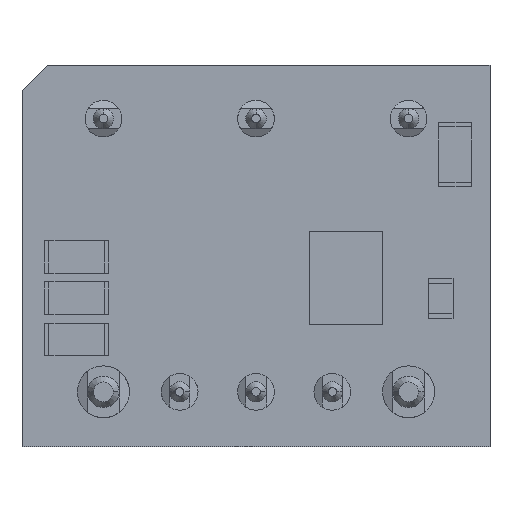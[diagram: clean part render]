
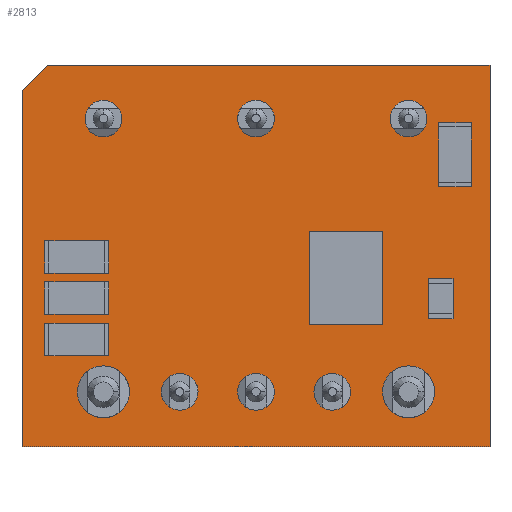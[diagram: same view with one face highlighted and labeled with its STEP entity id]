
A CAD part, front view. The second image highlights one B-rep face of the part: STEP entity #2813.
In plain terms, the highlighted planar face has unit normal (0, -1, 0).
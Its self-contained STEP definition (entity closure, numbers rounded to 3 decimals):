
#190 = CARTESIAN_POINT ( 'NONE',  ( -11.684, 0., -9.525 ) ) ;
#297 = CARTESIAN_POINT ( 'NONE',  ( -10.414, 0., 9.525 ) ) ;
#392 = ORIENTED_EDGE ( 'NONE', *, *, #1873, .F. ) ;
#537 = CARTESIAN_POINT ( 'NONE',  ( 11.684, 0., -9.525 ) ) ;
#665 = EDGE_LOOP ( 'NONE', ( #3748, #392, #1061, #902, #4522 ) ) ;
#715 = VECTOR ( 'NONE', #2811, 1000. ) ;
#734 = EDGE_CURVE ( 'NONE', #789, #4364, #4131, .T. ) ;
#771 = PLANE ( 'NONE',  #3121 ) ;
#789 = VERTEX_POINT ( 'NONE', #190 ) ;
#799 = LINE ( 'NONE', #4807, #3412 ) ;
#902 = ORIENTED_EDGE ( 'NONE', *, *, #3668, .F. ) ;
#1027 = VERTEX_POINT ( 'NONE', #537 ) ;
#1061 = ORIENTED_EDGE ( 'NONE', *, *, #1708, .F. ) ;
#1370 = CARTESIAN_POINT ( 'NONE',  ( -11.684, 0., 8.255 ) ) ;
#1669 = DIRECTION ( 'NONE',  ( -1., 0., 0. ) ) ;
#1708 = EDGE_CURVE ( 'NONE', #4462, #1027, #1930, .T. ) ;
#1824 = LINE ( 'NONE', #3085, #4893 ) ;
#1873 = EDGE_CURVE ( 'NONE', #1027, #789, #799, .T. ) ;
#1930 = LINE ( 'NONE', #4758, #4952 ) ;
#2027 = VECTOR ( 'NONE', #4573, 1000. ) ;
#2365 = VERTEX_POINT ( 'NONE', #297 ) ;
#2442 = LINE ( 'NONE', #3595, #715 ) ;
#2781 = FACE_OUTER_BOUND ( 'NONE', #665, .T. ) ;
#2782 = CARTESIAN_POINT ( 'NONE',  ( 0., 0., 0. ) ) ;
#2811 = DIRECTION ( 'NONE',  ( -0.707, 0., -0.707 ) ) ;
#2813 = ADVANCED_FACE ( 'NONE', ( #2781 ), #771, .F. ) ;
#3085 = CARTESIAN_POINT ( 'NONE',  ( -10.414, 0., 9.525 ) ) ;
#3121 = AXIS2_PLACEMENT_3D ( 'NONE', #2782, #5090, #3916 ) ;
#3412 = VECTOR ( 'NONE', #1669, 1000. ) ;
#3595 = CARTESIAN_POINT ( 'NONE',  ( -10.414, 0., 9.525 ) ) ;
#3668 = EDGE_CURVE ( 'NONE', #2365, #4462, #1824, .T. ) ;
#3748 = ORIENTED_EDGE ( 'NONE', *, *, #734, .F. ) ;
#3916 = DIRECTION ( 'NONE',  ( 1., 0., 0. ) ) ;
#4131 = LINE ( 'NONE', #4938, #2027 ) ;
#4177 = CARTESIAN_POINT ( 'NONE',  ( 11.684, 0., 9.525 ) ) ;
#4364 = VERTEX_POINT ( 'NONE', #1370 ) ;
#4379 = DIRECTION ( 'NONE',  ( 0., 0., -1. ) ) ;
#4462 = VERTEX_POINT ( 'NONE', #4177 ) ;
#4522 = ORIENTED_EDGE ( 'NONE', *, *, #4752, .T. ) ;
#4573 = DIRECTION ( 'NONE',  ( 0., 0., 1. ) ) ;
#4674 = DIRECTION ( 'NONE',  ( 1., 0., 0. ) ) ;
#4752 = EDGE_CURVE ( 'NONE', #2365, #4364, #2442, .T. ) ;
#4758 = CARTESIAN_POINT ( 'NONE',  ( 11.684, 0., 9.525 ) ) ;
#4807 = CARTESIAN_POINT ( 'NONE',  ( 11.684, 0., -9.525 ) ) ;
#4893 = VECTOR ( 'NONE', #4674, 1000. ) ;
#4938 = CARTESIAN_POINT ( 'NONE',  ( -11.684, 0., -9.525 ) ) ;
#4952 = VECTOR ( 'NONE', #4379, 1000. ) ;
#5090 = DIRECTION ( 'NONE',  ( 0., 1., 0. ) ) ;
